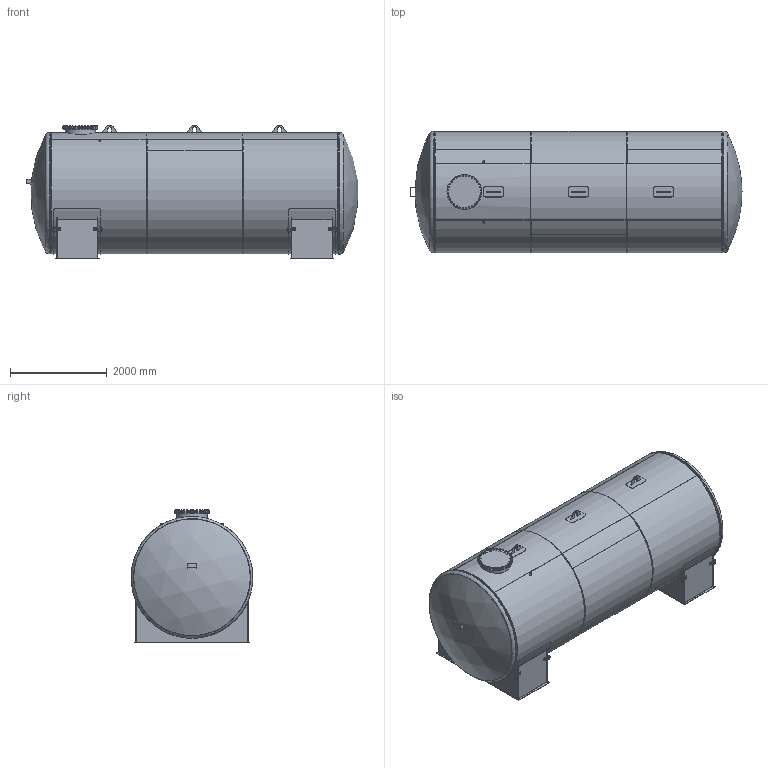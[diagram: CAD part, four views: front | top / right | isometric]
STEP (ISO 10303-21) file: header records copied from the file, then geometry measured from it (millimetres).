
FILE_DESCRIPTION(/* description */ (''),/* implementation_level */ '2;1');
FILE_NAME(/* name */ 'dh3c_cad-101251_202208.stp',/* time_stamp */ '2022-09-05T16:04:16+02:00',/* author */ ('mh'),/* organization */ (''),/* preprocessor_version */ 'ST-DEVELOPER v18.1',/* originating_system */ 'Autodesk Inventor 2022',/* authorisation */ '');
FILE_SCHEMA (('AUTOMOTIVE_DESIGN { 1 0 10303 214 3 1 1 }'));
Length unit declared in the file: millimetre
Products named in the file (1): Bauteil12
Bounding box: 6848.8 x 2510 x 2762 mm (x, y, z)
Surface area: 254752178.4 mm2 (no closed solid volume)
Topology: 0 solids, 147 shells, 1972 faces, 4317 edges, 2756 vertices
Faces by surface type: plane 1118, cylinder 474, cone 352, bspline 12, sphere 8, torus 8
Full cylindrical faces by diameter (mm): 13.835 x32, 16 x32, 17 x32, 18 x64, 22.49 x32, 30 x32, 30.291 x2, 39.5 x2, 570 x1, 580 x1, 600 x1, 630 x1, 660 x1, 720 x2, 2486 x5, 2500 x7, 2510 x2
Entity records: 56602 total; most frequent: CARTESIAN_POINT 11874, DIRECTION 8823, ORIENTED_EDGE 8698, EDGE_CURVE 4349, AXIS2_PLACEMENT_3D 3327, VERTEX_POINT 2756, EDGE_LOOP 2355, LINE 2169
